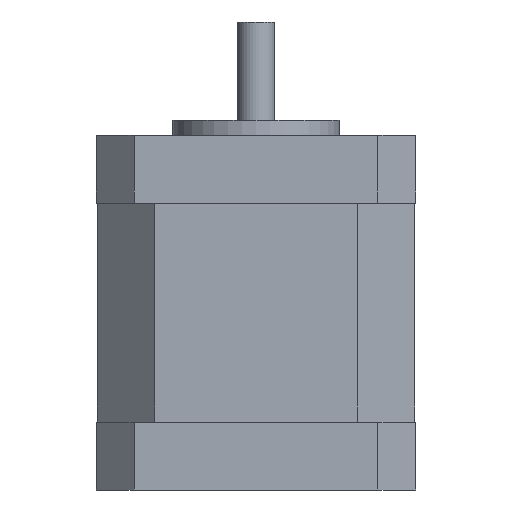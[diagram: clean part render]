
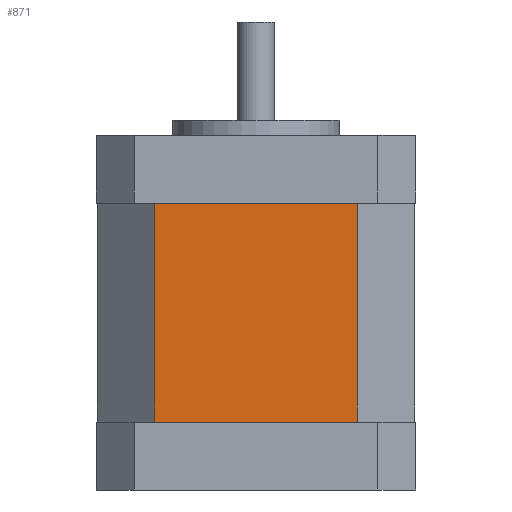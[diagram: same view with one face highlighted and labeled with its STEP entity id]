
A CAD part, front view. The second image highlights one B-rep face of the part: STEP entity #871.
In plain terms, the highlighted planar face has unit normal (0, -1, 0).
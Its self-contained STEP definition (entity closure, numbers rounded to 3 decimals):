
#22 = DIRECTION ( 'NONE',  ( 1., 0., 0. ) ) ;
#326 = LINE ( 'NONE', #4275, #4148 ) ;
#386 = LINE ( 'NONE', #3986, #3223 ) ;
#871 = ADVANCED_FACE ( 'NONE', ( #4971 ), #6222, .T. ) ;
#1123 = CARTESIAN_POINT ( 'NONE',  ( -13.422, -21.05, -38. ) ) ;
#1254 = CARTESIAN_POINT ( 'NONE',  ( -21.05, -21.05, -38. ) ) ;
#1353 = DIRECTION ( 'NONE',  ( 0., 0., -1. ) ) ;
#2001 = VECTOR ( 'NONE', #1353, 1000. ) ;
#2271 = DIRECTION ( 'NONE',  ( 0., -1., 0. ) ) ;
#2629 = EDGE_CURVE ( 'NONE', #7042, #3397, #386, .T. ) ;
#3223 = VECTOR ( 'NONE', #22, 1000. ) ;
#3281 = ORIENTED_EDGE ( 'NONE', *, *, #6583, .F. ) ;
#3397 = VERTEX_POINT ( 'NONE', #6796 ) ;
#3491 = VECTOR ( 'NONE', #4635, 1000. ) ;
#3513 = LINE ( 'NONE', #5890, #2001 ) ;
#3663 = LINE ( 'NONE', #1254, #3491 ) ;
#3729 = AXIS2_PLACEMENT_3D ( 'NONE', #5690, #2271, #6249 ) ;
#3867 = VERTEX_POINT ( 'NONE', #4310 ) ;
#3986 = CARTESIAN_POINT ( 'NONE',  ( -21.05, -21.05, -9. ) ) ;
#4148 = VECTOR ( 'NONE', #7154, 1000. ) ;
#4275 = CARTESIAN_POINT ( 'NONE',  ( -13.422, -21.05, -38. ) ) ;
#4310 = CARTESIAN_POINT ( 'NONE',  ( 13.422, -21.05, -38. ) ) ;
#4635 = DIRECTION ( 'NONE',  ( 1., 0., 0. ) ) ;
#4971 = FACE_OUTER_BOUND ( 'NONE', #6107, .T. ) ;
#5167 = EDGE_CURVE ( 'NONE', #5374, #7042, #326, .T. ) ;
#5260 = CARTESIAN_POINT ( 'NONE',  ( -13.422, -21.05, -9. ) ) ;
#5374 = VERTEX_POINT ( 'NONE', #1123 ) ;
#5690 = CARTESIAN_POINT ( 'NONE',  ( -21.05, -21.05, -38. ) ) ;
#5890 = CARTESIAN_POINT ( 'NONE',  ( 13.422, -21.05, -38. ) ) ;
#6031 = ORIENTED_EDGE ( 'NONE', *, *, #2629, .F. ) ;
#6107 = EDGE_LOOP ( 'NONE', ( #3281, #6031, #7040, #7120 ) ) ;
#6222 = PLANE ( 'NONE',  #3729 ) ;
#6249 = DIRECTION ( 'NONE',  ( 0., 0., -1. ) ) ;
#6583 = EDGE_CURVE ( 'NONE', #3397, #3867, #3513, .T. ) ;
#6796 = CARTESIAN_POINT ( 'NONE',  ( 13.422, -21.05, -9. ) ) ;
#7040 = ORIENTED_EDGE ( 'NONE', *, *, #5167, .F. ) ;
#7042 = VERTEX_POINT ( 'NONE', #5260 ) ;
#7120 = ORIENTED_EDGE ( 'NONE', *, *, #7275, .T. ) ;
#7154 = DIRECTION ( 'NONE',  ( 0., 0., 1. ) ) ;
#7275 = EDGE_CURVE ( 'NONE', #5374, #3867, #3663, .T. ) ;
